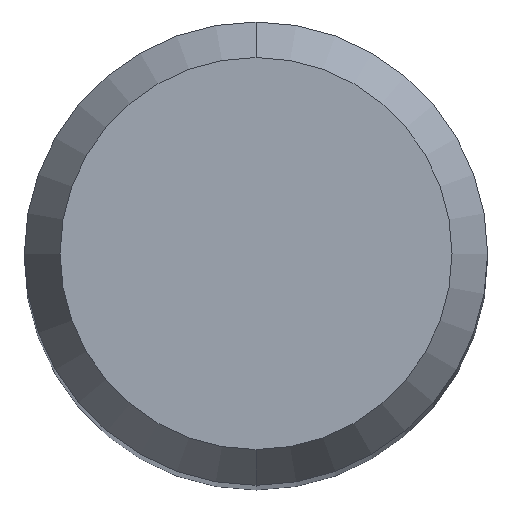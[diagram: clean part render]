
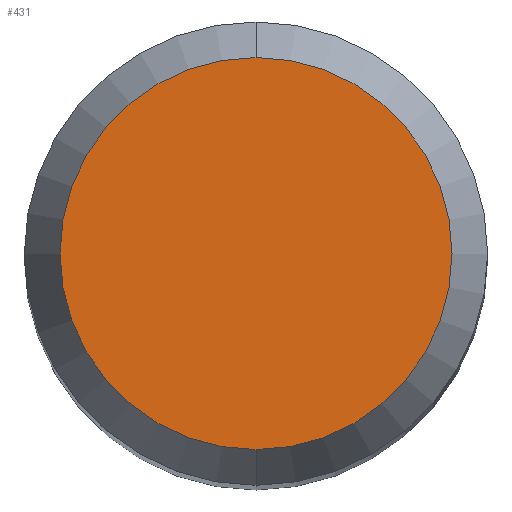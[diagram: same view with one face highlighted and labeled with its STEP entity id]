
A CAD part, top view. The second image highlights one B-rep face of the part: STEP entity #431.
In plain terms, the highlighted planar face has unit normal (0, 0, 1).
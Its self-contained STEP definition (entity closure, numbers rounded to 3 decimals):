
#367=VERTEX_POINT('',#680);
#387=EDGE_CURVE('',#367,#405,#701,.T.);
#405=VERTEX_POINT('',#721);
#427=EDGE_CURVE('',#405,#367,#745,.T.);
#431=ADVANCED_FACE('',(#749),#750,.T.);
#680=CARTESIAN_POINT('',(0.,-2.538,0.0));
#701=CIRCLE('',#1243,2.538);
#721=CARTESIAN_POINT('',(0.0,2.538,0.0));
#745=CIRCLE('',#1349,2.538);
#749=FACE_OUTER_BOUND('',#1353,.T.);
#750=PLANE('',#1354);
#1243=AXIS2_PLACEMENT_3D('',#1656,#1657,#1658);
#1349=AXIS2_PLACEMENT_3D('',#1701,#1702,#1703);
#1353=EDGE_LOOP('',(#1705,#1706));
#1354=AXIS2_PLACEMENT_3D('',#1707,#1708,#1709);
#1656=CARTESIAN_POINT('',(0.0,0.0,0.0));
#1657=DIRECTION('',(0.0,0.0,-1.0));
#1658=DIRECTION('',(0.0,1.0,0.0));
#1701=CARTESIAN_POINT('',(0.0,0.0,0.0));
#1702=DIRECTION('',(0.0,0.0,-1.0));
#1703=DIRECTION('',(0.0,1.0,0.0));
#1705=ORIENTED_EDGE('',*,*,#427,.F.);
#1706=ORIENTED_EDGE('',*,*,#387,.F.);
#1707=CARTESIAN_POINT('',(0.0,1.269,0.0));
#1708=DIRECTION('',(-0.0,0.0,1.0));
#1709=DIRECTION('',(0.0,-1.0,0.0));
